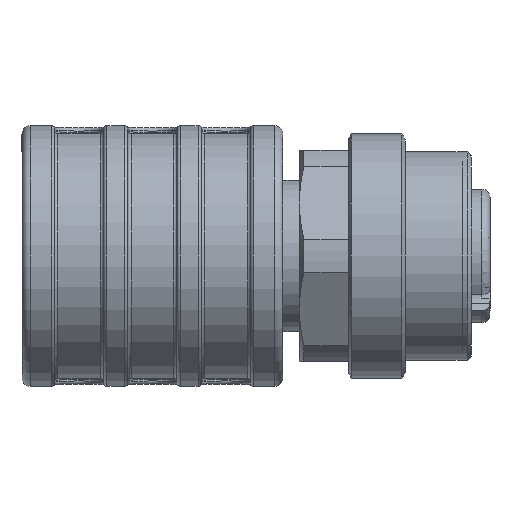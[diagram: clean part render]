
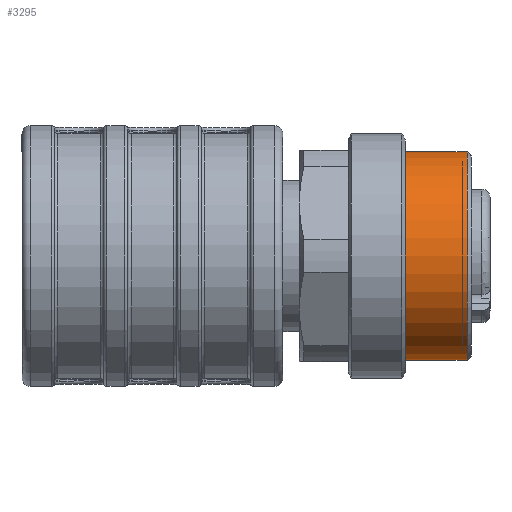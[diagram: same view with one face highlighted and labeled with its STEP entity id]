
A CAD part, left-side view. The second image highlights one B-rep face of the part: STEP entity #3295.
In plain terms, the highlighted cylindrical face has radius 6.4 mm (diameter 12.8 mm), a full revolution.
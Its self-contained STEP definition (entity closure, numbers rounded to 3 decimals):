
#3295=ADVANCED_FACE('',(#3672,#3673),#3510,.T.);
#3510=CYLINDRICAL_SURFACE('',#10861,6.4);
#3672=FACE_BOUND('',#4351,.T.);
#3673=FACE_BOUND('',#4352,.T.);
#4351=EDGE_LOOP('',(#7105));
#4352=EDGE_LOOP('',(#7106));
#7105=ORIENTED_EDGE('',*,*,#9497,.T.);
#7106=ORIENTED_EDGE('',*,*,#9498,.T.);
#8100=VERTEX_POINT('',#19244);
#8101=VERTEX_POINT('',#19247);
#9497=EDGE_CURVE('',#8100,#8100,#9966,.T.);
#9498=EDGE_CURVE('',#8101,#8101,#9967,.T.);
#9966=CIRCLE('',#10858,6.4);
#9967=CIRCLE('',#10860,6.4);
#10858=AXIS2_PLACEMENT_3D('',#19243,#13294,#13295);
#10860=AXIS2_PLACEMENT_3D('',#19246,#13298,#13299);
#10861=AXIS2_PLACEMENT_3D('',#19248,#13300,#13301);
#13294=DIRECTION('',(0.,1.,0.));
#13295=DIRECTION('',(1.,0.,0.));
#13298=DIRECTION('',(0.,-1.,0.));
#13299=DIRECTION('',(0.,0.,-1.));
#13300=DIRECTION('',(0.,-1.,0.));
#13301=DIRECTION('',(0.,0.,1.));
#19243=CARTESIAN_POINT('',(37.901,-19.3,0.));
#19244=CARTESIAN_POINT('',(44.301,-19.3,0.));
#19246=CARTESIAN_POINT('',(37.901,-15.5,0.));
#19247=CARTESIAN_POINT('',(37.901,-15.5,-6.4));
#19248=CARTESIAN_POINT('',(37.901,-19.5,0.));
